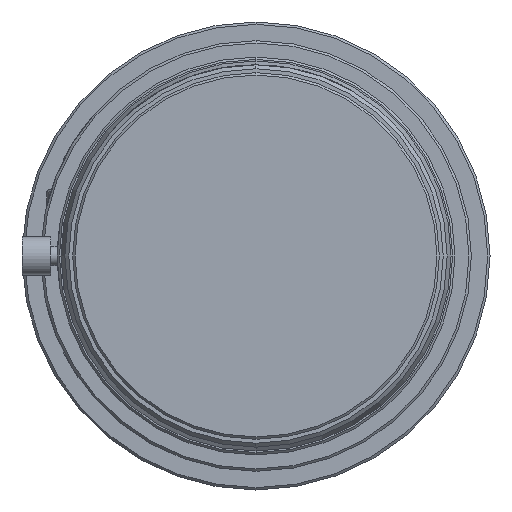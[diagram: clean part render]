
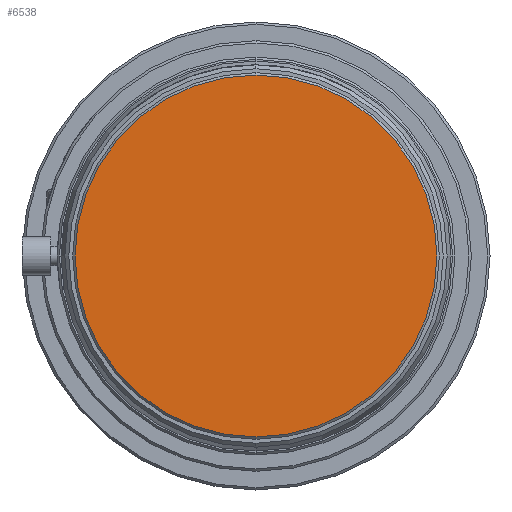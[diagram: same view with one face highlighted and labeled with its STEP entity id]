
A CAD part, left-side view. The second image highlights one B-rep face of the part: STEP entity #6538.
In plain terms, the highlighted planar face has unit normal (-1, 0, 0).
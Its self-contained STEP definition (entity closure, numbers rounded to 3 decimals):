
#705 = EDGE_CURVE ( 'NONE', #4991, #12917, #6163, .T. ) ;
#1865 = AXIS2_PLACEMENT_3D ( 'NONE', #8544, #20207, #20279 ) ;
#3250 = ORIENTED_EDGE ( 'NONE', *, *, #8551, .T. ) ;
#3602 = DIRECTION ( 'NONE',  ( 1., 0., 0. ) ) ;
#4991 = VERTEX_POINT ( 'NONE', #24779 ) ;
#6163 = CIRCLE ( 'NONE', #22202, 23.2 ) ;
#6488 = DIRECTION ( 'NONE',  ( 0., 0., 1. ) ) ;
#6538 = ADVANCED_FACE ( 'NONE', ( #12251 ), #22621, .F. ) ;
#8544 = CARTESIAN_POINT ( 'NONE',  ( 0., 0., 0. ) ) ;
#8551 = EDGE_CURVE ( 'NONE', #12917, #4991, #24203, .T. ) ;
#11385 = DIRECTION ( 'NONE',  ( 0., 0., -1. ) ) ;
#12251 = FACE_OUTER_BOUND ( 'NONE', #22347, .T. ) ;
#12917 = VERTEX_POINT ( 'NONE', #16264 ) ;
#16181 = DIRECTION ( 'NONE',  ( -1., 0., 0. ) ) ;
#16264 = CARTESIAN_POINT ( 'NONE',  ( 0., 0., 23.2 ) ) ;
#17329 = AXIS2_PLACEMENT_3D ( 'NONE', #18833, #3602, #11385 ) ;
#18833 = CARTESIAN_POINT ( 'NONE',  ( 0., 23.2, 0. ) ) ;
#20207 = DIRECTION ( 'NONE',  ( -1., 0., 0. ) ) ;
#20279 = DIRECTION ( 'NONE',  ( 0., 0., 1. ) ) ;
#22202 = AXIS2_PLACEMENT_3D ( 'NONE', #23839, #16181, #6488 ) ;
#22347 = EDGE_LOOP ( 'NONE', ( #24636, #3250 ) ) ;
#22621 = PLANE ( 'NONE',  #17329 ) ;
#23839 = CARTESIAN_POINT ( 'NONE',  ( 0., 0., 0. ) ) ;
#24203 = CIRCLE ( 'NONE', #1865, 23.2 ) ;
#24636 = ORIENTED_EDGE ( 'NONE', *, *, #705, .T. ) ;
#24779 = CARTESIAN_POINT ( 'NONE',  ( 0., 0., -23.2 ) ) ;
